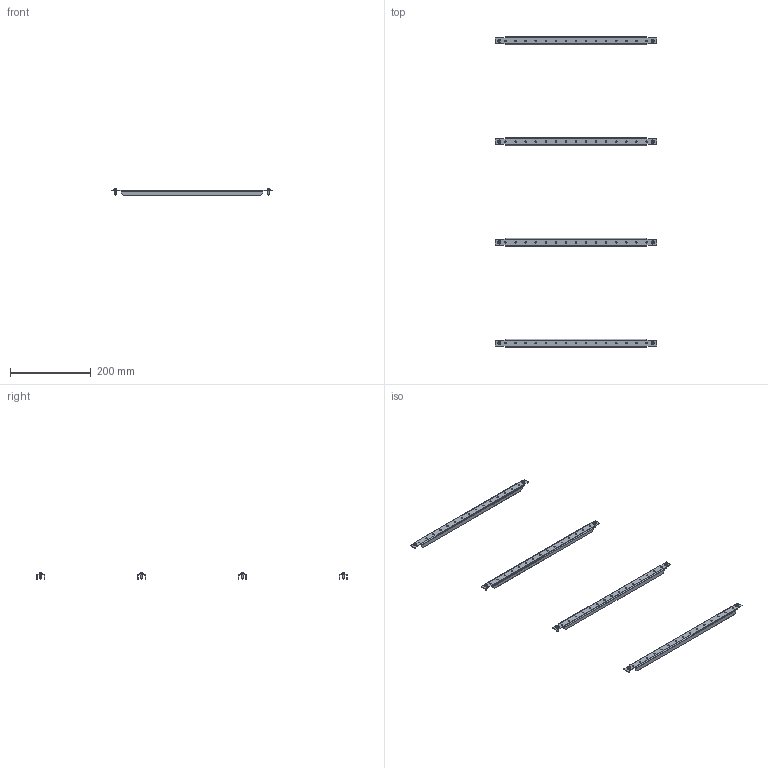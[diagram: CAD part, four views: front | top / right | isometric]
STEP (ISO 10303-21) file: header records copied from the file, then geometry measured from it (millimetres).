
FILE_DESCRIPTION (( 'STEP AP214' ), '1' );
FILE_NAME ('AFR600 Êîìïëåêò ðååê äëÿ ìîíòàæíîé ðàìû äâåðè Ø600(4øò).step', '2020-11-05T13:37:31', ( '' ), ( '' ), 'SwSTEP 2.0', 'SolidWorks 2019', '' );
FILE_SCHEMA (( 'AUTOMOTIVE_DESIGN' ));
Length unit declared in the file: millimetre
Products named in the file (3): AVT004.18.00.01 Ðåéêà ìîíòàæíàÿ_00; Âèíò ñàìîíàðåçàþùèé Ì4 DIN 7516À_4å12; AFR600 Êîìïëåêò ðååê äëÿ ìîíòàæíîé ðàìû äâåðè Ø600(4øò)
Assembly tree (12 placements, depth 2):
  AFR600 Êîìïëåêò ðååê äëÿ ìîíòàæíîé ðàìû äâåðè Ø600(4øò)
    AVT004.18.00.01 Ðåéêà ìîíòàæíàÿ_00  x4
    Âèíò ñàìîíàðåçàþùèé Ì4 DIN 7516À_4å12  x8
Bounding box: 400 x 770 x 15.09 mm (x, y, z)
Volume: 87780.8 mm3; surface area: 123178.8 mm2
Topology: 12 solids, 12 shells, 440 faces, 1144 edges, 736 vertices
Faces by surface type: plane 224, cylinder 184, cone 16, sphere 16
Entity records: 2982 total; most frequent: DIRECTION 536, CARTESIAN_POINT 476, ORIENTED_EDGE 456, EDGE_CURVE 228, AXIS2_PLACEMENT_3D 206, VERTEX_POINT 146, LINE 124, VECTOR 124
